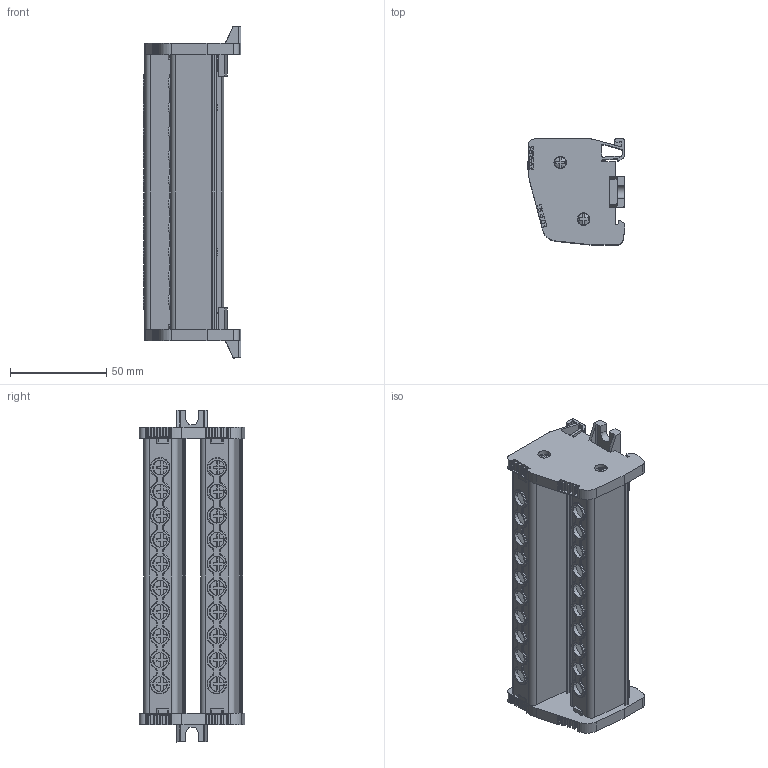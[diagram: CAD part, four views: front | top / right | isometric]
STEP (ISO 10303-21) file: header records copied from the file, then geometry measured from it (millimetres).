
FILE_DESCRIPTION (( 'STEP AP203' ), '1' );
FILE_NAME ('10x15 Ýki Kutuplu Daðýtýcý Ünite - 10 Delikli.STEP', '2019-01-09T12:20:31', ( '' ), ( '' ), 'SwSTEP 2.0', 'SolidWorks 2011', '' );
FILE_SCHEMA (( 'CONFIG_CONTROL_DESIGN' ));
Products named in the file (1): 10x15 Ýki Kutuplu Daðýtýcý Ünite - 10 Delikli
Bounding box: 50.69 x 55 x 172.47 mm (x, y, z)
Volume: 92024.5 mm3; surface area: 67358.3 mm2
Topology: 1 solids, 19 shells, 2316 faces, 6218 edges, 3992 vertices
Faces by surface type: plane 1038, cylinder 710, bspline 420, cone 148
Entity records: 80080 total; most frequent: CARTESIAN_POINT 23955, ORIENTED_EDGE 12384, DIRECTION 11088, EDGE_CURVE 6192, VERTEX_POINT 3992, AXIS2_PLACEMENT_3D 3887, LINE 3314, VECTOR 3314
